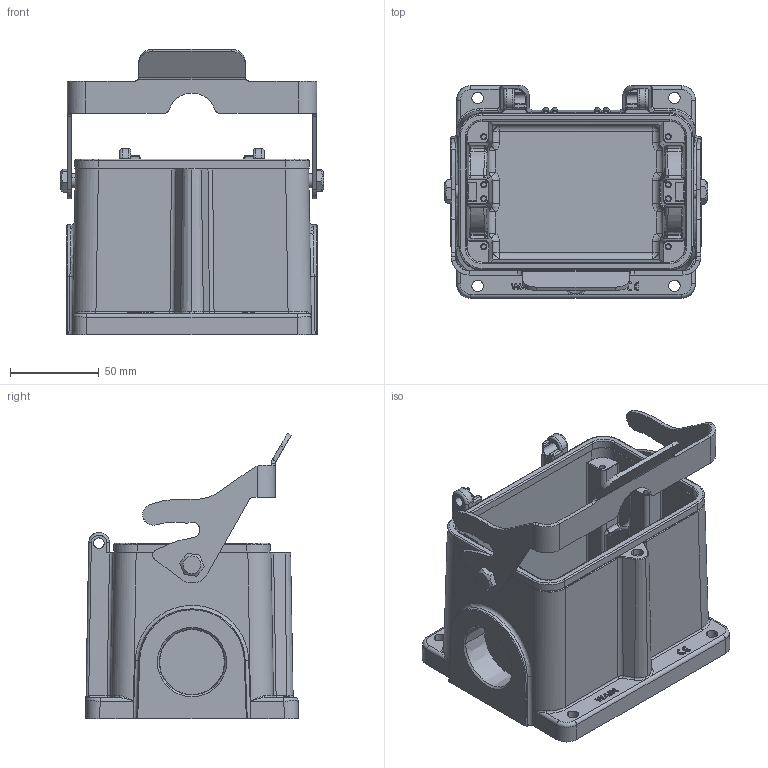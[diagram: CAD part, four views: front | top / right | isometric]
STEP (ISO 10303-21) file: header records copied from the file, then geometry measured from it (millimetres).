
FILE_DESCRIPTION(/* description */ (''),/* implementation_level */ '2;1');
FILE_NAME(/* name */ '3D_1110482251004_H48B-SF-1L_S-M32_V1.1.stp',/* time_stamp */ '2024-02-04T13:51:14+08:00',/* author */ (''),/* organization */ (''),/* preprocessor_version */ 'ST-DEVELOPER v18.1',/* originating_system */ 'SIEMENS PLM Software NX 1980',/* authorisation */ '');
FILE_SCHEMA (('AUTOMOTIVE_DESIGN { 1 0 10303 214 3 1 1 1 }'));
Length unit declared in the file: millimetre
Products named in the file (1): 3D_1110482251004_H48B-SF-1L_S-M32_V1.0_stp
Bounding box: 148.7 x 120 x 161.07 mm (x, y, z)
Volume: 465152.5 mm3; surface area: 145197.4 mm2
Topology: 1 solids, 1 shells, 829 faces, 2090 edges, 1293 vertices
Faces by surface type: cylinder 358, plane 267, torus 112, bspline 58, sphere 18, cone 16
Entity records: 29587 total; most frequent: CARTESIAN_POINT 11905, ORIENTED_EDGE 4176, DIRECTION 2832, EDGE_CURVE 2088, VERTEX_POINT 1293, AXIS2_PLACEMENT_3D 984, B_SPLINE_CURVE_WITH_KNOTS 955, EDGE_LOOP 885
